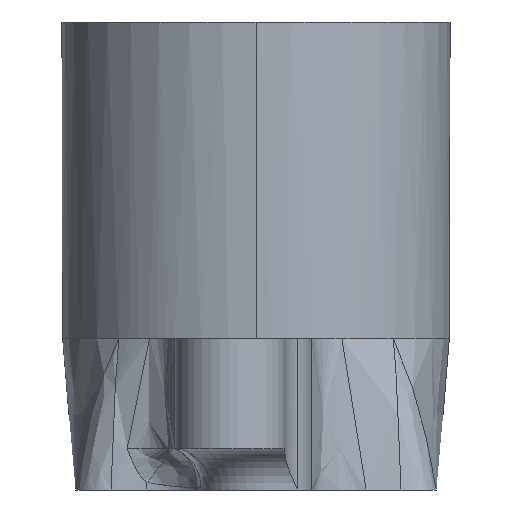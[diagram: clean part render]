
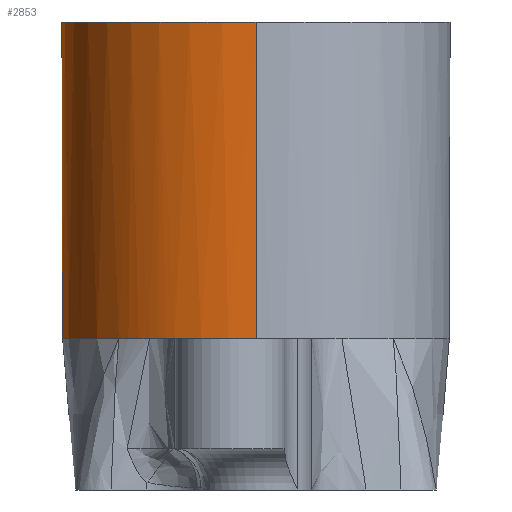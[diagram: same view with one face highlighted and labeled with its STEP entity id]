
A CAD part, left-side view. The second image highlights one B-rep face of the part: STEP entity #2853.
In plain terms, the highlighted cylindrical face has radius 7.05 mm (diameter 14.1 mm), a partial arc.
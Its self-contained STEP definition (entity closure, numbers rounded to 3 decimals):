
#41 = AXIS2_PLACEMENT_3D ( 'NONE', #559, #3713, #1848 ) ;
#43 = AXIS2_PLACEMENT_3D ( 'NONE', #2197, #1876, #215 ) ;
#87 = CARTESIAN_POINT ( 'NONE',  ( -7.05, 0., 5.5 ) ) ;
#121 = VERTEX_POINT ( 'NONE', #1959 ) ;
#131 = EDGE_CURVE ( 'NONE', #975, #1803, #3977, .T. ) ;
#170 = CIRCLE ( 'NONE', #2158, 7.05 ) ;
#210 = DIRECTION ( 'NONE',  ( 1., 0., 0. ) ) ;
#215 = DIRECTION ( 'NONE',  ( -1., 0., 0. ) ) ;
#218 = CIRCLE ( 'NONE', #3489, 7.05 ) ;
#232 = CYLINDRICAL_SURFACE ( 'NONE', #43, 7.05 ) ;
#249 = CARTESIAN_POINT ( 'NONE',  ( -6.832, 1.758, 5.5 ) ) ;
#292 = CARTESIAN_POINT ( 'NONE',  ( -7.05, 0., 17. ) ) ;
#314 = CARTESIAN_POINT ( 'NONE',  ( 6.616, 2.487, 5.5 ) ) ;
#370 = CARTESIAN_POINT ( 'NONE',  ( -5.892, 3.871, 5.5 ) ) ;
#394 = ORIENTED_EDGE ( 'NONE', *, *, #3027, .T. ) ;
#395 = DIRECTION ( 'NONE',  ( 1., 0., 0. ) ) ;
#411 = ORIENTED_EDGE ( 'NONE', *, *, #2268, .T. ) ;
#559 = CARTESIAN_POINT ( 'NONE',  ( 0., 0., 5.5 ) ) ;
#591 = CARTESIAN_POINT ( 'NONE',  ( -7.05, 0.508, 5.5 ) ) ;
#626 = FACE_OUTER_BOUND ( 'NONE', #1403, .T. ) ;
#637 = CIRCLE ( 'NONE', #41, 7.05 ) ;
#710 = CARTESIAN_POINT ( 'NONE',  ( 7.05, 0., 17. ) ) ;
#712 = VERTEX_POINT ( 'NONE', #3671 ) ;
#722 = VERTEX_POINT ( 'NONE', #3053 ) ;
#731 = DIRECTION ( 'NONE',  ( 0., 0., 1. ) ) ;
#801 = ORIENTED_EDGE ( 'NONE', *, *, #4103, .F. ) ;
#832 = DIRECTION ( 'NONE',  ( 0., 0., -1. ) ) ;
#838 = DIRECTION ( 'NONE',  ( 0., 0., 1. ) ) ;
#877 = AXIS2_PLACEMENT_3D ( 'NONE', #1354, #2374, #395 ) ;
#911 = CARTESIAN_POINT ( 'NONE',  ( -6.403, 2.95, 5.5 ) ) ;
#975 = VERTEX_POINT ( 'NONE', #3371 ) ;
#1202 = VERTEX_POINT ( 'NONE', #2522 ) ;
#1256 = EDGE_CURVE ( 'NONE', #2528, #1202, #2783, .T. ) ;
#1257 = CARTESIAN_POINT ( 'NONE',  ( 7.05, 0.509, 5.5 ) ) ;
#1278 = DIRECTION ( 'NONE',  ( 0., 0., -1. ) ) ;
#1314 = CARTESIAN_POINT ( 'NONE',  ( 5.896, 3.864, 5.5 ) ) ;
#1350 = CARTESIAN_POINT ( 'NONE',  ( 0., 0., 17. ) ) ;
#1354 = CARTESIAN_POINT ( 'NONE',  ( 0., 0., 5.5 ) ) ;
#1355 = EDGE_CURVE ( 'NONE', #1619, #2698, #1902, .T. ) ;
#1369 = ORIENTED_EDGE ( 'NONE', *, *, #1256, .T. ) ;
#1396 = B_SPLINE_CURVE_WITH_KNOTS ( 'NONE', 3,
 ( #2204, #591, #2560, #249, #2535, #1859, #1528, #911 ),
 .UNSPECIFIED., .F., .F.,
 ( 4, 2, 2, 4 ),
 ( 0.5, 0.534, 0.552, 0.569 ),
 .UNSPECIFIED. ) ;
#1403 = EDGE_LOOP ( 'NONE', ( #2111, #1369, #2648, #3031, #394, #3521, #411, #3838, #2052, #3496, #801, #3485 ) ) ;
#1481 = CARTESIAN_POINT ( 'NONE',  ( -5.896, 3.864, 5.5 ) ) ;
#1527 = VECTOR ( 'NONE', #832, 1000. ) ;
#1528 = CARTESIAN_POINT ( 'NONE',  ( -6.509, 2.72, 5.5 ) ) ;
#1585 = CARTESIAN_POINT ( 'NONE',  ( 5.895, 3.867, 5.5 ) ) ;
#1589 = CARTESIAN_POINT ( 'NONE',  ( 6.778, 2.006, 5.5 ) ) ;
#1597 = AXIS2_PLACEMENT_3D ( 'NONE', #2590, #731, #2946 ) ;
#1612 = CARTESIAN_POINT ( 'NONE',  ( -7.05, 0., 49.94 ) ) ;
#1619 = VERTEX_POINT ( 'NONE', #292 ) ;
#1624 = CIRCLE ( 'NONE', #877, 7.05 ) ;
#1657 = CIRCLE ( 'NONE', #1597, 7.05 ) ;
#1702 = VERTEX_POINT ( 'NONE', #2732 ) ;
#1709 = EDGE_CURVE ( 'NONE', #1702, #975, #1624, .T. ) ;
#1742 = B_SPLINE_CURVE_WITH_KNOTS ( 'NONE', 3,
 ( #1314, #1585, #2951, #3570 ),
 .UNSPECIFIED., .F., .F.,
 ( 4, 4 ),
 ( 0., 0. ),
 .UNSPECIFIED. ) ;
#1782 = VERTEX_POINT ( 'NONE', #4036 ) ;
#1803 = VERTEX_POINT ( 'NONE', #1481 ) ;
#1834 = AXIS2_PLACEMENT_3D ( 'NONE', #1350, #3243, #2641 ) ;
#1848 = DIRECTION ( 'NONE',  ( 1., 0., 0. ) ) ;
#1859 = CARTESIAN_POINT ( 'NONE',  ( -6.603, 2.483, 5.5 ) ) ;
#1876 = DIRECTION ( 'NONE',  ( 0., 0., -1. ) ) ;
#1902 = LINE ( 'NONE', #1612, #1993 ) ;
#1941 = CARTESIAN_POINT ( 'NONE',  ( 6.403, 2.95, 5.5 ) ) ;
#1959 = CARTESIAN_POINT ( 'NONE',  ( -6.403, 2.95, 5.5 ) ) ;
#1973 = EDGE_CURVE ( 'NONE', #3927, #712, #637, .T. ) ;
#1993 = VECTOR ( 'NONE', #1278, 1000. ) ;
#2004 = EDGE_CURVE ( 'NONE', #1782, #722, #170, .T. ) ;
#2052 = ORIENTED_EDGE ( 'NONE', *, *, #131, .T. ) ;
#2111 = ORIENTED_EDGE ( 'NONE', *, *, #3056, .T. ) ;
#2131 = DIRECTION ( 'NONE',  ( 0., 0., 1. ) ) ;
#2158 = AXIS2_PLACEMENT_3D ( 'NONE', #3729, #838, #210 ) ;
#2169 = CARTESIAN_POINT ( 'NONE',  ( 6.403, 2.95, 5.5 ) ) ;
#2195 = CARTESIAN_POINT ( 'NONE',  ( -5.894, 3.869, 5.5 ) ) ;
#2197 = CARTESIAN_POINT ( 'NONE',  ( 0., 0., 49.94 ) ) ;
#2204 = CARTESIAN_POINT ( 'NONE',  ( -7.05, 0., 5.5 ) ) ;
#2268 = EDGE_CURVE ( 'NONE', #722, #1702, #218, .T. ) ;
#2374 = DIRECTION ( 'NONE',  ( 0., 0., 1. ) ) ;
#2473 = CARTESIAN_POINT ( 'NONE',  ( 0., 0., 5.5 ) ) ;
#2522 = CARTESIAN_POINT ( 'NONE',  ( 7.05, 0., 5.5 ) ) ;
#2528 = VERTEX_POINT ( 'NONE', #710 ) ;
#2535 = CARTESIAN_POINT ( 'NONE',  ( -6.765, 2.002, 5.5 ) ) ;
#2538 = CARTESIAN_POINT ( 'NONE',  ( 7.05, 0., 49.94 ) ) ;
#2552 = CARTESIAN_POINT ( 'NONE',  ( -5.896, 3.864, 5.5 ) ) ;
#2560 = CARTESIAN_POINT ( 'NONE',  ( -6.995, 1.014, 5.5 ) ) ;
#2590 = CARTESIAN_POINT ( 'NONE',  ( 0., 0., 5.5 ) ) ;
#2641 = DIRECTION ( 'NONE',  ( -1., 0., 0. ) ) ;
#2648 = ORIENTED_EDGE ( 'NONE', *, *, #4096, .F. ) ;
#2698 = VERTEX_POINT ( 'NONE', #87 ) ;
#2732 = CARTESIAN_POINT ( 'NONE',  ( -4.985, 4.985, 5.5 ) ) ;
#2783 = LINE ( 'NONE', #2538, #1527 ) ;
#2850 = CIRCLE ( 'NONE', #1834, 7.05 ) ;
#2853 = ADVANCED_FACE ( 'NONE', ( #626 ), #232, .T. ) ;
#2876 = CARTESIAN_POINT ( 'NONE',  ( 7.05, 0., 5.5 ) ) ;
#2946 = DIRECTION ( 'NONE',  ( 1., 0., 0. ) ) ;
#2951 = CARTESIAN_POINT ( 'NONE',  ( 5.894, 3.869, 5.5 ) ) ;
#3027 = EDGE_CURVE ( 'NONE', #712, #1782, #1742, .T. ) ;
#3031 = ORIENTED_EDGE ( 'NONE', *, *, #1973, .T. ) ;
#3053 = CARTESIAN_POINT ( 'NONE',  ( 4.985, 4.985, 5.5 ) ) ;
#3056 = EDGE_CURVE ( 'NONE', #1619, #2528, #2850, .T. ) ;
#3243 = DIRECTION ( 'NONE',  ( 0., 0., -1. ) ) ;
#3334 = DIRECTION ( 'NONE',  ( 1., 0., 0. ) ) ;
#3371 = CARTESIAN_POINT ( 'NONE',  ( -5.892, 3.871, 5.5 ) ) ;
#3405 = EDGE_CURVE ( 'NONE', #1803, #121, #1657, .T. ) ;
#3454 = CARTESIAN_POINT ( 'NONE',  ( 6.995, 1.014, 5.5 ) ) ;
#3485 = ORIENTED_EDGE ( 'NONE', *, *, #1355, .F. ) ;
#3489 = AXIS2_PLACEMENT_3D ( 'NONE', #2473, #2131, #3334 ) ;
#3496 = ORIENTED_EDGE ( 'NONE', *, *, #3405, .T. ) ;
#3521 = ORIENTED_EDGE ( 'NONE', *, *, #2004, .T. ) ;
#3570 = CARTESIAN_POINT ( 'NONE',  ( 5.892, 3.871, 5.5 ) ) ;
#3671 = CARTESIAN_POINT ( 'NONE',  ( 5.896, 3.864, 5.5 ) ) ;
#3713 = DIRECTION ( 'NONE',  ( 0., 0., 1. ) ) ;
#3729 = CARTESIAN_POINT ( 'NONE',  ( 0., 0., 5.5 ) ) ;
#3798 = B_SPLINE_CURVE_WITH_KNOTS ( 'NONE', 3,
 ( #1941, #314, #1589, #3454, #1257, #2876 ),
 .UNSPECIFIED., .F., .F.,
 ( 4, 2, 4 ),
 ( 0., 0.3, 0.6 ),
 .UNSPECIFIED. ) ;
#3838 = ORIENTED_EDGE ( 'NONE', *, *, #1709, .T. ) ;
#3864 = CARTESIAN_POINT ( 'NONE',  ( -5.895, 3.867, 5.5 ) ) ;
#3927 = VERTEX_POINT ( 'NONE', #2169 ) ;
#3977 = B_SPLINE_CURVE_WITH_KNOTS ( 'NONE', 3,
 ( #370, #2195, #3864, #2552 ),
 .UNSPECIFIED., .F., .F.,
 ( 4, 4 ),
 ( 0., 0. ),
 .UNSPECIFIED. ) ;
#4036 = CARTESIAN_POINT ( 'NONE',  ( 5.892, 3.871, 5.5 ) ) ;
#4096 = EDGE_CURVE ( 'NONE', #3927, #1202, #3798, .T. ) ;
#4103 = EDGE_CURVE ( 'NONE', #2698, #121, #1396, .T. ) ;
